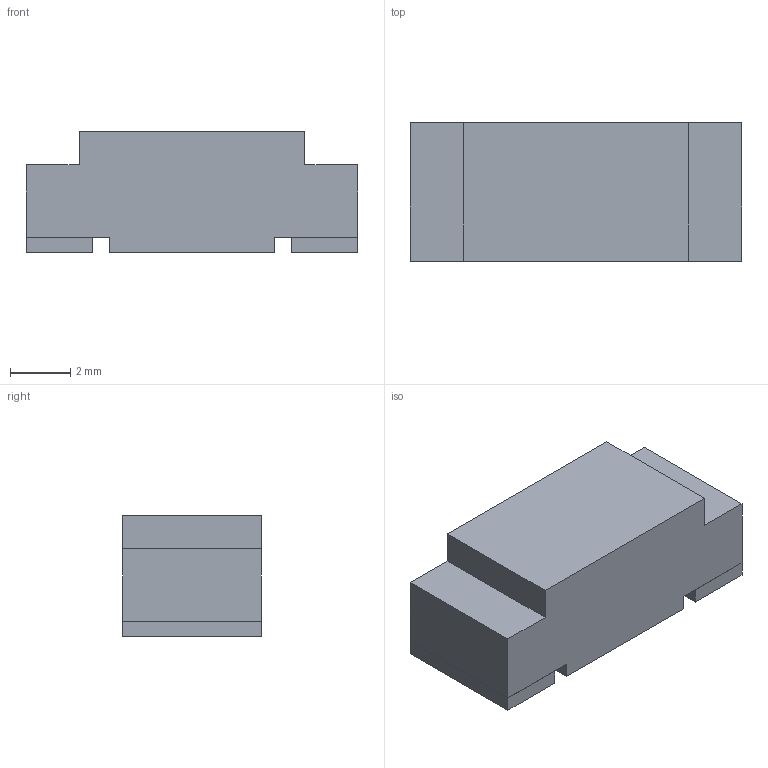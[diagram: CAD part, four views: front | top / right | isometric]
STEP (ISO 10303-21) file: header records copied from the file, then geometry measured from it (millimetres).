
FILE_DESCRIPTION(/* description */ (''),/* implementation_level */ '2;1');
FILE_NAME(/* name */ 'Fuse_Schruter_OMF250.step',/* time_stamp */ '2022-09-02T16:23:46+02:00',/* author */ (''),/* organization */ (''),/* preprocessor_version */ 'ST-DEVELOPER v19',/* originating_system */ 'Autodesk Translation Framework v11.7.0.108',/* authorisation */ '');
FILE_SCHEMA (('AUTOMOTIVE_DESIGN { 1 0 10303 214 3 1 1 }'));
Length unit declared in the file: millimetre
Products named in the file (1): (Unsaved)
Bounding box: 11 x 4.6 x 4 mm (x, y, z)
Volume: 182.2 mm3; surface area: 266.9 mm2
Topology: 3 solids, 3 shells, 26 faces, 60 edges, 40 vertices
Faces by surface type: plane 26
Entity records: 762 total; most frequent: CARTESIAN_POINT 127, ORIENTED_EDGE 120, DIRECTION 114, LINE 60, VECTOR 60, EDGE_CURVE 60, VERTEX_POINT 40, AXIS2_PLACEMENT_3D 27
